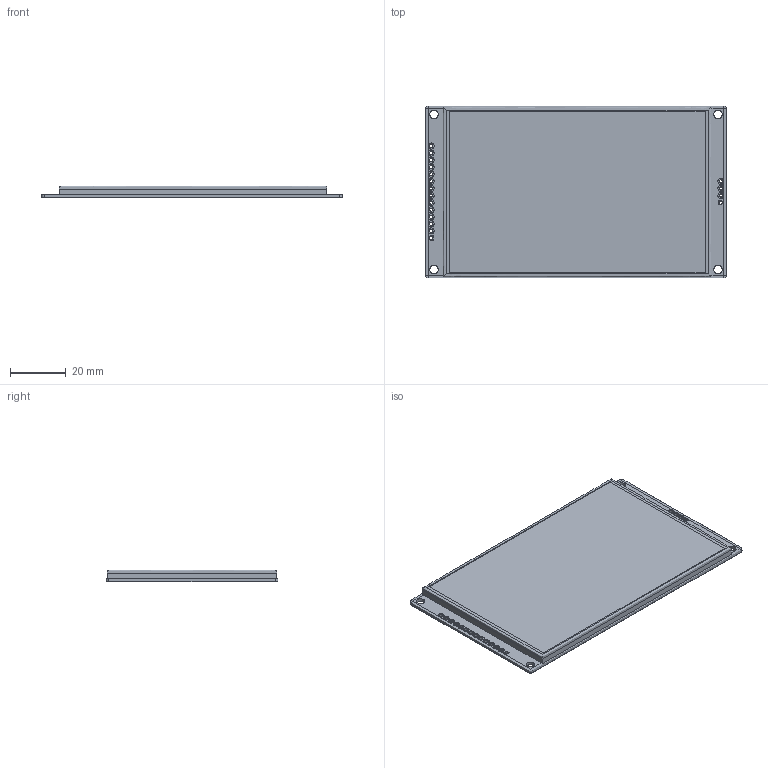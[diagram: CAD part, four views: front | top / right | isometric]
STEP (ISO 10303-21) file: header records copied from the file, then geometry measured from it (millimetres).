
FILE_DESCRIPTION(/* description */ ('STEP AP242','CAx-IF Rec.Pracs.---Representation and Presentation of Product Manufacturing Information (PMI)---4.0---2014-10-13','CAx-IF Rec.Pracs.---3D Tessellated Geometry---0.4---2014-09-14','2;1'),/* implementation_level */ '2;1');
FILE_NAME(/* name */ '65eb66bde96387635061441e',/* time_stamp */ '2024-03-08T19:27:57Z',/* author */ (''),/* organization */ (''),/* preprocessor_version */ 'ST-DEVELOPER v19.4',/* originating_system */ ' ',/* authorisation */ ' ');
FILE_SCHEMA (('AP242_MANAGED_MODEL_BASED_3D_ENGINEERING_MIM_LF { 1 0 10303 442 1 1 4 }'));
Length unit declared in the file: metre
Products named in the file (20): Part 20; Part 19; Part 18; Part 17; Part 16; Part 15; Part 14; Part 13; Part 12; Part 11; Part 10; Part 9; Part 8; Part 7; Part 6; Part 5; Part 4; Part 3; Part 2; Part 1
Bounding box: 108.04 x 61.74 x 4.1 mm (x, y, z)
Surface area: 25977.9 mm2
Topology: 20 solids, 20 shells, 134 faces, 270 edges, 172 vertices
Faces by surface type: plane 62, cylinder 60, bspline 12
Full cylindrical faces by diameter (mm): 1.2 x36, 2.178 x16, 3 x4
Entity records: 5123 total; most frequent: CARTESIAN_POINT 1220, DIRECTION 570, ORIENTED_EDGE 420, EDGE_LOOP 270, FACE_BOUND 270, AXIS2_PLACEMENT_3D 258, EDGE_CURVE 210, VERTEX_POINT 172
